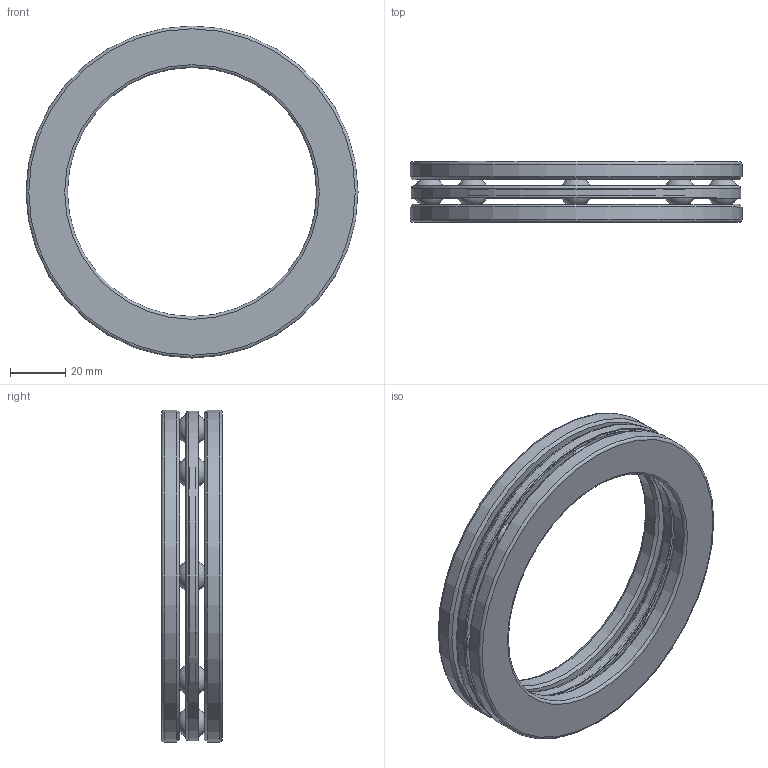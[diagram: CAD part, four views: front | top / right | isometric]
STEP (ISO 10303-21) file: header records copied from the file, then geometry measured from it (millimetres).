
FILE_DESCRIPTION(/* description */ (''),/* implementation_level */ '2;1');
FILE_NAME(/* name */ '8118_51118 v5.step',/* time_stamp */ '2021-10-29T13:19:11+03:00',/* author */ (''),/* organization */ (''),/* preprocessor_version */ 'ST-DEVELOPER v18.1',/* originating_system */ 'Autodesk Translation Framework v10.10.0.1391',/* authorisation */ '');
FILE_SCHEMA (('AUTOMOTIVE_DESIGN { 1 0 10303 214 3 1 1 }'));
Length unit declared in the file: millimetre
Products named in the file (7): 8118_51118; 51118-HK; 51118-TK; 51118-cage; 51118-cage01; 51118-cage02; 51118-ball
Assembly tree (13 placements, depth 3):
  8118_51118
    51118-HK
    51118-TK
    51118-ball  x8
    51118-cage
      51118-cage01
      51118-cage02
Bounding box: 120 x 22 x 120 mm (x, y, z)
Volume: 68786.2 mm3; surface area: 53114.2 mm2
Topology: 12 solids, 12 shells, 68 faces, 146 edges, 108 vertices
Faces by surface type: sphere 24, plane 14, torus 14, cylinder 12, cone 4
Full cylindrical faces by diameter (mm): 90 x1, 92 x1, 92.798 x1, 93.554 x1, 93.576 x1, 94.332 x1, 117.668 x1, 118.424 x1, 118.446 x1, 119.202 x1, 120 x2
Entity records: 2064 total; most frequent: DIRECTION 392, CARTESIAN_POINT 298, ORIENTED_EDGE 246, AXIS2_PLACEMENT_3D 188, EDGE_LOOP 123, EDGE_CURVE 123, CIRCLE 107, VERTEX_POINT 94
